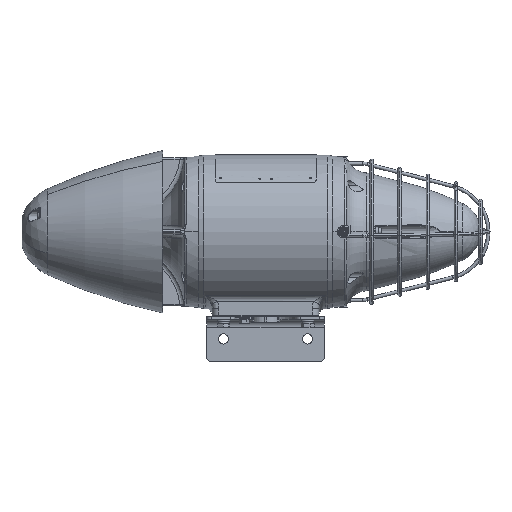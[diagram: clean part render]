
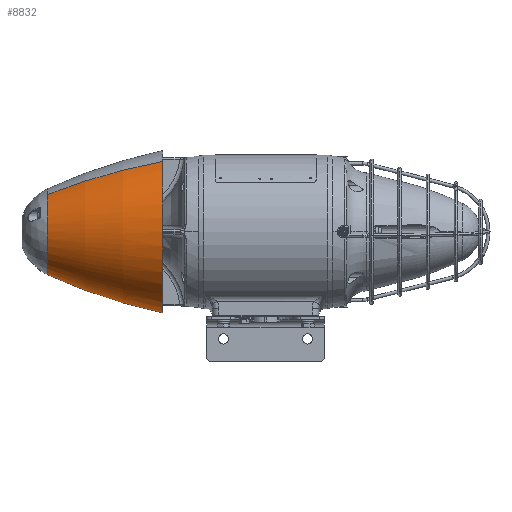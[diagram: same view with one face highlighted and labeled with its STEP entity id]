
A CAD part, left-side view. The second image highlights one B-rep face of the part: STEP entity #8832.
In plain terms, the highlighted toroidal (fillet/blend) face has major radius 418.435 mm and minor radius 502 mm.
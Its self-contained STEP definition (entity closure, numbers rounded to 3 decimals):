
#636 = CIRCLE ( 'NONE', #21364, 38.205 ) ;
#1468 = EDGE_CURVE ( 'NONE', #2356, #5314, #18019, .T. ) ;
#2158 = DIRECTION ( 'NONE',  ( 0.866, 0., 0.5 ) ) ;
#2313 = CIRCLE ( 'NONE', #3584, 502. ) ;
#2356 = VERTEX_POINT ( 'NONE', #22114 ) ;
#2952 = AXIS2_PLACEMENT_3D ( 'NONE', #13284, #2158, #12996 ) ;
#3584 = AXIS2_PLACEMENT_3D ( 'NONE', #6593, #20137, #24305 ) ;
#3698 = AXIS2_PLACEMENT_3D ( 'NONE', #22215, #22404, #13590 ) ;
#4220 = VERTEX_POINT ( 'NONE', #7159 ) ;
#5314 = VERTEX_POINT ( 'NONE', #26075 ) ;
#5653 = EDGE_CURVE ( 'NONE', #4220, #17914, #18217, .T. ) ;
#6593 = CARTESIAN_POINT ( 'NONE',  ( 209.217, 46.73, -362.375 ) ) ;
#7159 = CARTESIAN_POINT ( 'NONE',  ( 36.175, 152.25, -62.657 ) ) ;
#7544 = CARTESIAN_POINT ( 'NONE',  ( 0., 255.259, 0. ) ) ;
#8832 = ADVANCED_FACE ( 'NONE', ( #19842 ), #25072, .T. ) ;
#10647 = DIRECTION ( 'NONE',  ( -0.5, 0., 0.866 ) ) ;
#10781 = DIRECTION ( 'NONE',  ( 0., 1., 0. ) ) ;
#12020 = DIRECTION ( 'NONE',  ( 0., 1., 0. ) ) ;
#12479 = CIRCLE ( 'NONE', #2952, 502. ) ;
#12996 = DIRECTION ( 'NONE',  ( 0.5, 0., -0.866 ) ) ;
#13283 = EDGE_CURVE ( 'NONE', #4220, #23204, #12479, .T. ) ;
#13284 = CARTESIAN_POINT ( 'NONE',  ( -209.217, 46.73, 362.375 ) ) ;
#13590 = DIRECTION ( 'NONE',  ( -0.5, 0., 0.866 ) ) ;
#14141 = DIRECTION ( 'NONE',  ( -0.5, 0., 0.866 ) ) ;
#15271 = EDGE_CURVE ( 'NONE', #23204, #2356, #636, .T. ) ;
#15810 = ORIENTED_EDGE ( 'NONE', *, *, #5653, .T. ) ;
#15978 = DIRECTION ( 'NONE',  ( -0.5, 0., 0.866 ) ) ;
#16316 = ORIENTED_EDGE ( 'NONE', *, *, #16620, .T. ) ;
#16620 = EDGE_CURVE ( 'NONE', #17914, #5314, #2313, .T. ) ;
#17914 = VERTEX_POINT ( 'NONE', #22182 ) ;
#18019 = CIRCLE ( 'NONE', #25370, 38.205 ) ;
#18217 = CIRCLE ( 'NONE', #19362, 72.35 ) ;
#18284 = CARTESIAN_POINT ( 'NONE',  ( 0., 152.25, 0. ) ) ;
#19305 = ORIENTED_EDGE ( 'NONE', *, *, #13283, .F. ) ;
#19362 = AXIS2_PLACEMENT_3D ( 'NONE', #18284, #12020, #14141 ) ;
#19842 = FACE_OUTER_BOUND ( 'NONE', #20904, .T. ) ;
#20137 = DIRECTION ( 'NONE',  ( -0.866, 0., -0.5 ) ) ;
#20886 = CARTESIAN_POINT ( 'NONE',  ( 19.102, 255.259, -33.086 ) ) ;
#20904 = EDGE_LOOP ( 'NONE', ( #19305, #15810, #16316, #22989, #27631 ) ) ;
#21364 = AXIS2_PLACEMENT_3D ( 'NONE', #7544, #23034, #10647 ) ;
#22114 = CARTESIAN_POINT ( 'NONE',  ( -33.086, 255.259, -19.102 ) ) ;
#22182 = CARTESIAN_POINT ( 'NONE',  ( -36.175, 152.25, 62.657 ) ) ;
#22215 = CARTESIAN_POINT ( 'NONE',  ( 0., 46.73, 0. ) ) ;
#22404 = DIRECTION ( 'NONE',  ( 0., 1., 0. ) ) ;
#22989 = ORIENTED_EDGE ( 'NONE', *, *, #1468, .F. ) ;
#23034 = DIRECTION ( 'NONE',  ( 0., 1., 0. ) ) ;
#23204 = VERTEX_POINT ( 'NONE', #20886 ) ;
#24021 = CARTESIAN_POINT ( 'NONE',  ( 0., 255.259, 0. ) ) ;
#24305 = DIRECTION ( 'NONE',  ( -0.5, 0., 0.866 ) ) ;
#25072 = TOROIDAL_SURFACE ( 'NONE', #3698, -418.435, 502. ) ;
#25370 = AXIS2_PLACEMENT_3D ( 'NONE', #24021, #10781, #15978 ) ;
#26075 = CARTESIAN_POINT ( 'NONE',  ( -19.102, 255.259, 33.086 ) ) ;
#27631 = ORIENTED_EDGE ( 'NONE', *, *, #15271, .F. ) ;
